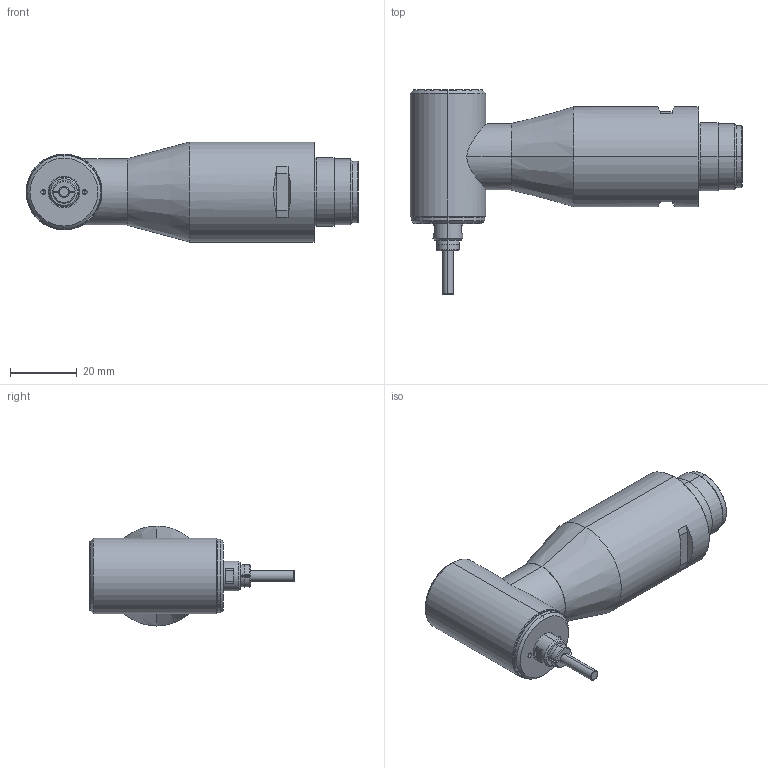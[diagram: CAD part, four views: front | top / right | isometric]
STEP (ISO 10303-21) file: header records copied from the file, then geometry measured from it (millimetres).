
FILE_DESCRIPTION (( 'STEP AP203' ), '1' );
FILE_NAME ('RA-151E ASSY.STEP', '2016-02-26T00:38:50', ( '株式会社ナカニシ' ), ( 'Microsoft' ), 'SwSTEP 2.0', 'SolidWorks 2013', '' );
FILE_SCHEMA (( 'CONFIG_CONTROL_DESIGN' ));
Length unit declared in the file: millimetre
Products named in the file (8): RA-151E 蟀站; RA-151E ｽﾋﾟﾝﾄﾞﾙ1部組付; 媒氖薨 冇3.175; RA-151E ASSY; RA-151E 童霓+杆迲g晅; RA-151E 閩; RA-151E F娃必莞迵鄺謼}偊; RA-151E ﾍｯﾄﾞｷｬｯﾌﾟ
Assembly tree (7 placements, depth 2):
  RA-151E ASSY
    RA-151E 童霓+杆迲g晅
    RA-151E 閩
    RA-151E F娃必莞迵鄺謼}偊
    RA-151E ﾍｯﾄﾞｷｬｯﾌﾟ
    RA-151E 蟀站
    RA-151E ｽﾋﾟﾝﾄﾞﾙ1部組付
    媒氖薨 冇3.175
Bounding box: 99.6 x 61.32 x 30 mm (x, y, z)
Volume: 38126.6 mm3; surface area: 24023.2 mm2
Topology: 7 solids, 7 shells, 198 faces, 439 edges, 270 vertices
Faces by surface type: cylinder 76, plane 71, cone 47, torus 4
Entity records: 6503 total; most frequent: CARTESIAN_POINT 1201, DIRECTION 1013, ORIENTED_EDGE 862, EDGE_CURVE 431, AXIS2_PLACEMENT_3D 410, VERTEX_POINT 270, EDGE_LOOP 233, CIRCLE 202
